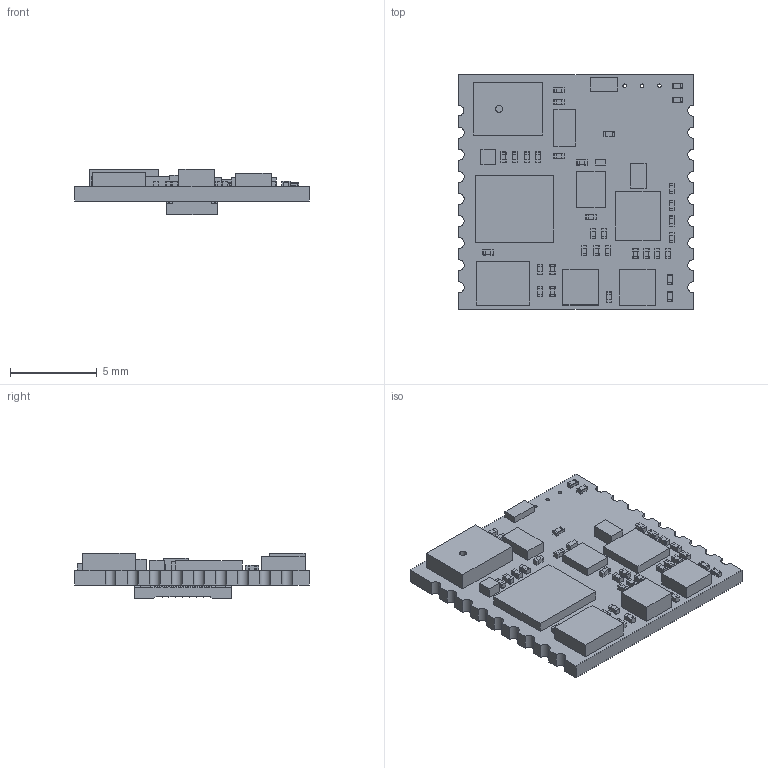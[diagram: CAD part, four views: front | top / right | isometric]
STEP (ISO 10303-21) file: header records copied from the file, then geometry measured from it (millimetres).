
FILE_DESCRIPTION (( 'STEP AP214' ), '1' );
FILE_NAME ('SensorTile_STLCS01V1.STEP', '2016-08-26T10:40:11', ( 'STMicroelectronics' ), ( 'STMicroelectronics' ), 'SwSTEP 2.0', 'SolidWorks 2016', '' );
FILE_SCHEMA (( 'AUTOMOTIVE_DESIGN' ));
Length unit declared in the file: millimetre
Products named in the file (17): ABS06_ABS0610732_768KHZT; HLGA10L_LPS22HB; LGA14L_LSM6DS3H; LGA12_LSM303AGR; WLCSP36_BLUENRG_CSP_; CSP4_BALFNRG01D3_; FLIPCHIP4_LD39115J18; WLCSP72_STM32L476JGY6; L0201_L0201; R_0201; C_0201_SMD; ANT016008LCS2442MA1_ANT016008LCS2442MA1; sensortile; SensorTile_STLCS01V1; Hirose-BM10NB(0.8)-16DS-0.4V; STMMP34DT01HCLGA_C78L03SO_6_STMMP34DT01HCLGA_; NX2016_CX2016DB32000D0FLJCC
Assembly tree (47 placements, depth 2):
  SensorTile_STLCS01V1
    sensortile
    ANT016008LCS2442MA1_ANT016008LCS2442MA1
    C_0201_SMD  x28
    R_0201  x5
    L0201_L0201
    WLCSP72_STM32L476JGY6
    FLIPCHIP4_LD39115J18
    CSP4_BALFNRG01D3_
    WLCSP36_BLUENRG_CSP_
    LGA12_LSM303AGR
    LGA14L_LSM6DS3H
    HLGA10L_LPS22HB
    ABS06_ABS0610732_768KHZT
    NX2016_CX2016DB32000D0FLJCC
    STMMP34DT01HCLGA_C78L03SO_6_STMMP34DT01HCLGA_
    Hirose-BM10NB(0.8)-16DS-0.4V
Bounding box: 13.5 x 13.5 x 2.64 mm (x, y, z)
Volume: 206.3 mm3; surface area: 691.6 mm2
Topology: 47 solids, 47 shells, 1813 faces, 4391 edges, 2526 vertices
Faces by surface type: plane 1086, cylinder 503, bspline 224
Entity records: 19802 total; most frequent: CARTESIAN_POINT 3048, ORIENTED_EDGE 2822, DIRECTION 2719, EDGE_CURVE 1411, VECTOR 1269, LINE 1269, VERTEX_POINT 926, AXIS2_PLACEMENT_3D 725
